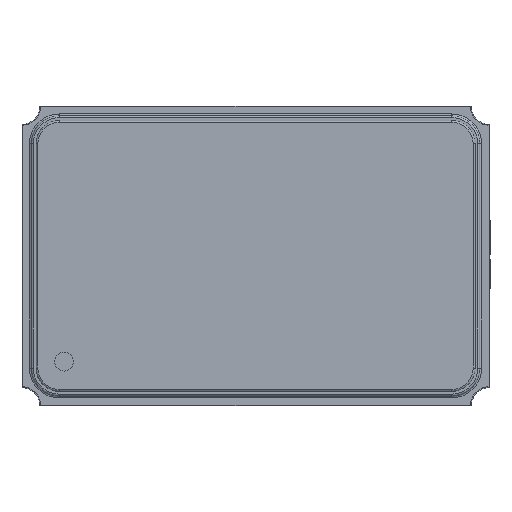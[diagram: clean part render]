
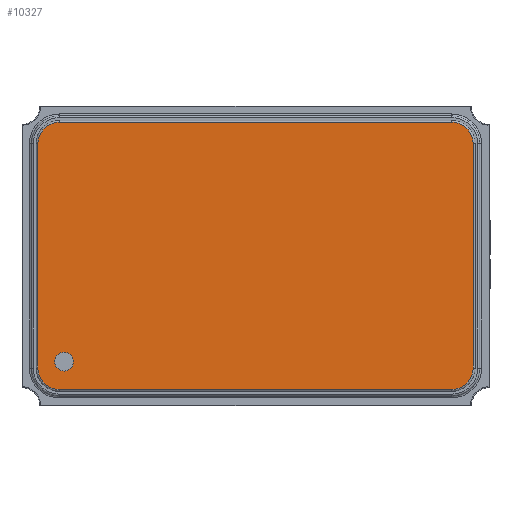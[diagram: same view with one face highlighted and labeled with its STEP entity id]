
A CAD part, top view. The second image highlights one B-rep face of the part: STEP entity #10327.
In plain terms, the highlighted planar face has unit normal (0, 0, 1).
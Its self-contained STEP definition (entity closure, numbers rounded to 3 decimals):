
#141 = CARTESIAN_POINT ( 'NONE',  ( -2.15, -1.133, 0.9 ) ) ;
#408 = CARTESIAN_POINT ( 'NONE',  ( -2.05, -1.133, 0.9 ) ) ;
#614 = EDGE_CURVE ( 'NONE', #9277, #828, #8911, .T. ) ;
#828 = VERTEX_POINT ( 'NONE', #1024 ) ;
#1024 = CARTESIAN_POINT ( 'NONE',  ( 2.33, -1.2, 0.9 ) ) ;
#1172 = CARTESIAN_POINT ( 'NONE',  ( -2.05, -1.133, 0.9 ) ) ;
#1225 = VECTOR ( 'NONE', #2431, 1000. ) ;
#1329 = CARTESIAN_POINT ( 'NONE',  ( 2.1, 1.2, 0.9 ) ) ;
#1403 = DIRECTION ( 'NONE',  ( 0., 0., 1. ) ) ;
#1549 = CARTESIAN_POINT ( 'NONE',  ( -1.95, -1.133, 0.9 ) ) ;
#1660 = EDGE_CURVE ( 'NONE', #11182, #10007, #7211, .T. ) ;
#2066 = AXIS2_PLACEMENT_3D ( 'NONE', #13940, #4348, #10429 ) ;
#2172 = VERTEX_POINT ( 'NONE', #8407 ) ;
#2431 = DIRECTION ( 'NONE',  ( 0., 1., 0. ) ) ;
#2742 = ORIENTED_EDGE ( 'NONE', *, *, #14708, .T. ) ;
#2869 = ORIENTED_EDGE ( 'NONE', *, *, #12054, .F. ) ;
#2992 = DIRECTION ( 'NONE',  ( -1., 0., 0. ) ) ;
#3531 = DIRECTION ( 'NONE',  ( 0., 0., 1. ) ) ;
#3562 = CARTESIAN_POINT ( 'NONE',  ( -2.33, -1.2, 0.9 ) ) ;
#4016 = CARTESIAN_POINT ( 'NONE',  ( -2.1, -1.2, 0.9 ) ) ;
#4348 = DIRECTION ( 'NONE',  ( 0., 0., 1. ) ) ;
#4535 = EDGE_CURVE ( 'NONE', #13947, #2172, #10228, .T. ) ;
#4568 = CIRCLE ( 'NONE', #6996, 0.23 ) ;
#5025 = ORIENTED_EDGE ( 'NONE', *, *, #1660, .T. ) ;
#5098 = ORIENTED_EDGE ( 'NONE', *, *, #4535, .T. ) ;
#5206 = CARTESIAN_POINT ( 'NONE',  ( -2.33, -1.2, 0.9 ) ) ;
#5634 = LINE ( 'NONE', #12587, #14258 ) ;
#5646 = FACE_BOUND ( 'NONE', #14860, .T. ) ;
#5801 = CIRCLE ( 'NONE', #8263, 0.1 ) ;
#5864 = CARTESIAN_POINT ( 'NONE',  ( 0., 0., 0.9 ) ) ;
#6148 = DIRECTION ( 'NONE',  ( 0., 0., 1. ) ) ;
#6276 = AXIS2_PLACEMENT_3D ( 'NONE', #5864, #6931, #11607 ) ;
#6563 = DIRECTION ( 'NONE',  ( 0., 0., 1. ) ) ;
#6640 = CARTESIAN_POINT ( 'NONE',  ( -2.1, 1.2, 0.9 ) ) ;
#6931 = DIRECTION ( 'NONE',  ( 0., 0., 1. ) ) ;
#6965 = DIRECTION ( 'NONE',  ( 1., 0., 0. ) ) ;
#6996 = AXIS2_PLACEMENT_3D ( 'NONE', #6640, #6563, #14809 ) ;
#7211 = CIRCLE ( 'NONE', #13307, 0.23 ) ;
#7217 = EDGE_CURVE ( 'NONE', #13478, #13258, #11434, .T. ) ;
#7331 = EDGE_CURVE ( 'NONE', #12034, #13947, #14103, .T. ) ;
#7422 = CARTESIAN_POINT ( 'NONE',  ( 2.33, 1.2, 0.9 ) ) ;
#7712 = LINE ( 'NONE', #5206, #9459 ) ;
#8263 = AXIS2_PLACEMENT_3D ( 'NONE', #408, #9731, #9886 ) ;
#8407 = CARTESIAN_POINT ( 'NONE',  ( -2.1, 1.43, 0.9 ) ) ;
#8408 = LINE ( 'NONE', #14032, #1225 ) ;
#8514 = ORIENTED_EDGE ( 'NONE', *, *, #10216, .T. ) ;
#8665 = CARTESIAN_POINT ( 'NONE',  ( -2.33, 1.2, 0.9 ) ) ;
#8773 = AXIS2_PLACEMENT_3D ( 'NONE', #1172, #3531, #6965 ) ;
#8911 = CIRCLE ( 'NONE', #2066, 0.23 ) ;
#9277 = VERTEX_POINT ( 'NONE', #11623 ) ;
#9459 = VECTOR ( 'NONE', #11237, 1000. ) ;
#9731 = DIRECTION ( 'NONE',  ( 0., 0., 1. ) ) ;
#9864 = ORIENTED_EDGE ( 'NONE', *, *, #614, .T. ) ;
#9886 = DIRECTION ( 'NONE',  ( 1., 0., 0. ) ) ;
#10007 = VERTEX_POINT ( 'NONE', #13907 ) ;
#10200 = EDGE_CURVE ( 'NONE', #15082, #11182, #7712, .T. ) ;
#10216 = EDGE_CURVE ( 'NONE', #2172, #15082, #4568, .T. ) ;
#10228 = LINE ( 'NONE', #13447, #12703 ) ;
#10327 = ADVANCED_FACE ( 'NONE', ( #5646, #11457 ), #12750, .T. ) ;
#10429 = DIRECTION ( 'NONE',  ( 1., 0., 0. ) ) ;
#10752 = ORIENTED_EDGE ( 'NONE', *, *, #7217, .F. ) ;
#10884 = ORIENTED_EDGE ( 'NONE', *, *, #13479, .T. ) ;
#11036 = DIRECTION ( 'NONE',  ( 1., 0., 0. ) ) ;
#11062 = ORIENTED_EDGE ( 'NONE', *, *, #7331, .T. ) ;
#11182 = VERTEX_POINT ( 'NONE', #3562 ) ;
#11237 = DIRECTION ( 'NONE',  ( 0., -1., 0. ) ) ;
#11434 = CIRCLE ( 'NONE', #8773, 0.1 ) ;
#11457 = FACE_OUTER_BOUND ( 'NONE', #13299, .T. ) ;
#11607 = DIRECTION ( 'NONE',  ( 1., 0., 0. ) ) ;
#11623 = CARTESIAN_POINT ( 'NONE',  ( 2.1, -1.43, 0.9 ) ) ;
#12034 = VERTEX_POINT ( 'NONE', #7422 ) ;
#12054 = EDGE_CURVE ( 'NONE', #13258, #13478, #5801, .T. ) ;
#12197 = ORIENTED_EDGE ( 'NONE', *, *, #10200, .T. ) ;
#12587 = CARTESIAN_POINT ( 'NONE',  ( 2.1, -1.43, 0.9 ) ) ;
#12703 = VECTOR ( 'NONE', #2992, 1000. ) ;
#12750 = PLANE ( 'NONE',  #6276 ) ;
#13258 = VERTEX_POINT ( 'NONE', #1549 ) ;
#13299 = EDGE_LOOP ( 'NONE', ( #2742, #9864, #10884, #11062, #5098, #8514, #12197, #5025 ) ) ;
#13307 = AXIS2_PLACEMENT_3D ( 'NONE', #4016, #6148, #11036 ) ;
#13447 = CARTESIAN_POINT ( 'NONE',  ( -2.1, 1.43, 0.9 ) ) ;
#13478 = VERTEX_POINT ( 'NONE', #141 ) ;
#13479 = EDGE_CURVE ( 'NONE', #828, #12034, #8408, .T. ) ;
#13725 = DIRECTION ( 'NONE',  ( 1., 0., 0. ) ) ;
#13857 = AXIS2_PLACEMENT_3D ( 'NONE', #1329, #1403, #14231 ) ;
#13907 = CARTESIAN_POINT ( 'NONE',  ( -2.1, -1.43, 0.9 ) ) ;
#13940 = CARTESIAN_POINT ( 'NONE',  ( 2.1, -1.2, 0.9 ) ) ;
#13947 = VERTEX_POINT ( 'NONE', #14776 ) ;
#14032 = CARTESIAN_POINT ( 'NONE',  ( 2.33, 1.2, 0.9 ) ) ;
#14103 = CIRCLE ( 'NONE', #13857, 0.23 ) ;
#14231 = DIRECTION ( 'NONE',  ( 1., 0., 0. ) ) ;
#14258 = VECTOR ( 'NONE', #13725, 1000. ) ;
#14708 = EDGE_CURVE ( 'NONE', #10007, #9277, #5634, .T. ) ;
#14776 = CARTESIAN_POINT ( 'NONE',  ( 2.1, 1.43, 0.9 ) ) ;
#14809 = DIRECTION ( 'NONE',  ( 1., 0., 0. ) ) ;
#14860 = EDGE_LOOP ( 'NONE', ( #2869, #10752 ) ) ;
#15082 = VERTEX_POINT ( 'NONE', #8665 ) ;
